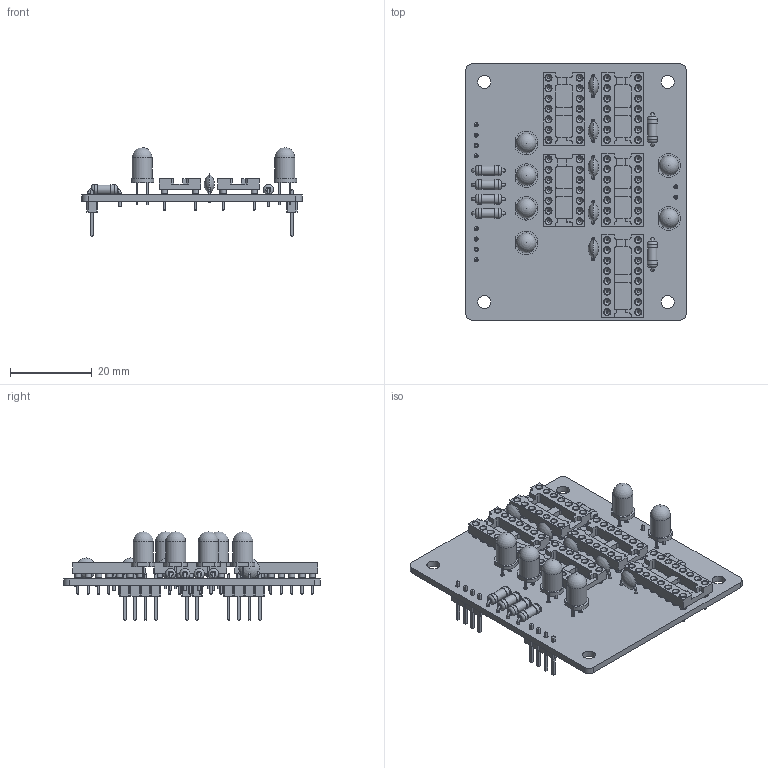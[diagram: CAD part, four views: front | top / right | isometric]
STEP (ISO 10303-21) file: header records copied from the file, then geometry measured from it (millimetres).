
FILE_DESCRIPTION(('KiCad electronic assembly'),'2;1');
FILE_NAME('add-sub-module.step','2024-11-21T23:32:37',('Pcbnew'),( 'Kicad'),'Open CASCADE STEP processor 7.8','KiCad to STEP converter' ,'Unknown');
FILE_SCHEMA(('AUTOMOTIVE_DESIGN { 1 0 10303 214 1 1 1 1 }'));
Length unit declared in the file: millimetre
Products named in the file (16): add-sub-module 1; R_Axial_DIN0207_L6.3mm_D2.5mm_P7.62mm_Horizontal; R_Axial_DIN0207_L63mm_D25mm_P762mm_Horizontal; C_Disc_D5.0mm_W2.5mm_P5.00mm; C_Disc_D50mm_W25mm_P500mm; DIP-16_W7.62mm_Socket; DIP_16_W762mm_Socket; LED_D5.0mm; DIP-14_W7.62mm_Socket; DIP_14_W762mm_Socket; PinHeader_1x04_P2.54mm_Vertical; PinHeader_1x04_P254mm_Vertical; PinHeader_1x02_P2.54mm_Vertical; PinHeader_1x02_P254mm_Vertical; add-sub-module_PCB
Assembly tree (33 placements, depth 3):
  add-sub-module 1
    R_Axial_DIN0207_L6.3mm_D2.5mm_P7.62mm_Horizontal  x6
      R_Axial_DIN0207_L63mm_D25mm_P762mm_Horizontal
    C_Disc_D5.0mm_W2.5mm_P5.00mm  x5
      C_Disc_D50mm_W25mm_P500mm
    DIP-16_W7.62mm_Socket
      DIP_16_W762mm_Socket
    LED_D5.0mm  x6
      LED_D5.0mm
    DIP-14_W7.62mm_Socket  x4
      DIP_14_W762mm_Socket
    PinHeader_1x04_P2.54mm_Vertical  x2
      PinHeader_1x04_P254mm_Vertical
    PinHeader_1x02_P2.54mm_Vertical
      PinHeader_1x02_P254mm_Vertical
    add-sub-module_PCB
Bounding box: 54 x 63 x 21.84 mm (x, y, z)
Volume: 8547.7 mm3; surface area: 13603.1 mm2
Topology: 26 solids, 26 shells, 1677 faces, 3393 edges, 2164 vertices
Faces by surface type: plane 877, cylinder 534, cone 216, torus 24, sphere 16, revolution 10
Full cylindrical faces by diameter (mm): 0.5 x20, 0.508 x144, 0.6 x12, 0.8 x94, 0.9 x12, 1 x10, 1.524 x72, 1.724 x72, 2.25 x6, 2.5 x12, 3.2 x4, 4.9 x6
Entity records: 26451 total; most frequent: CARTESIAN_POINT 3993, DIRECTION 3896, ORIENTED_EDGE 3244, EDGE_CURVE 1622, AXIS2_PLACEMENT_3D 1485, FACE_BOUND 1174, EDGE_LOOP 1174, VERTEX_POINT 1042
